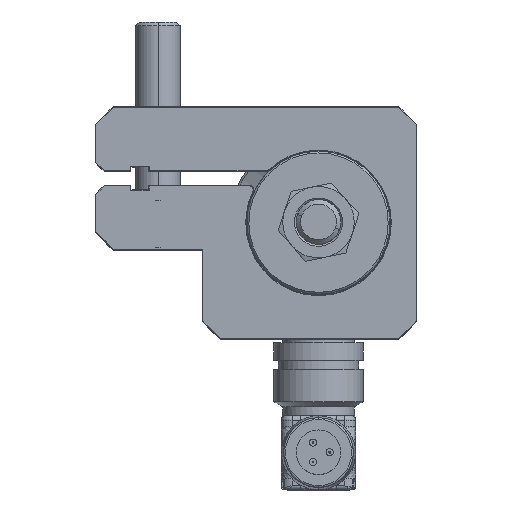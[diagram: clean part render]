
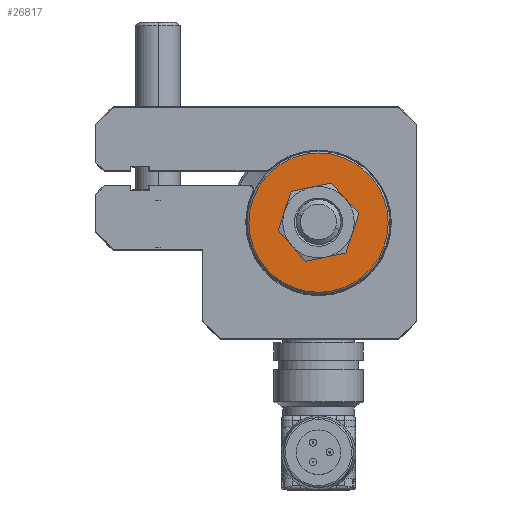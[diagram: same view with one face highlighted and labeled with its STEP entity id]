
A CAD part, top view. The second image highlights one B-rep face of the part: STEP entity #26817.
In plain terms, the highlighted planar face has unit normal (0, 0, 1).
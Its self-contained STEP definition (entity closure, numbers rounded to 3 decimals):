
#5541 = CARTESIAN_POINT ( 'NONE',  ( 2.119, -1.752, 1. ) ) ;
#5924 = DIRECTION ( 'NONE',  ( 0.771, -0.637, 0. ) ) ;
#5925 = DIRECTION ( 'NONE',  ( 0., 0., -1. ) ) ;
#5926 = CARTESIAN_POINT ( 'NONE',  ( 0., 0., 1. ) ) ;
#5927 = AXIS2_PLACEMENT_3D ( 'NONE', #5926, #5925, #5924 ) ;
#5934 = CIRCLE ( 'NONE', #5927, 2.75 ) ;
#6025 = CARTESIAN_POINT ( 'NONE',  ( -2.119, 1.752, 1. ) ) ;
#10924 = CIRCLE ( 'NONE', #10974, 7.8 ) ;
#10965 = DIRECTION ( 'NONE',  ( 0.771, -0.637, 0. ) ) ;
#10968 = CARTESIAN_POINT ( 'NONE',  ( 0., 0., 1. ) ) ;
#10971 = DIRECTION ( 'NONE',  ( 0., 0., 1. ) ) ;
#10974 = AXIS2_PLACEMENT_3D ( 'NONE', #10979, #10971, #10965 ) ;
#10979 = CARTESIAN_POINT ( 'NONE',  ( 0., 0., 1. ) ) ;
#10983 = CIRCLE ( 'NONE', #11002, 2.75 ) ;
#11002 = AXIS2_PLACEMENT_3D ( 'NONE', #10968, #11026, #11025 ) ;
#11025 = DIRECTION ( 'NONE',  ( 0.771, -0.637, 0. ) ) ;
#11026 = DIRECTION ( 'NONE',  ( 0., 0., -1. ) ) ;
#11077 = DIRECTION ( 'NONE',  ( 0., 0., 1. ) ) ;
#11078 = CARTESIAN_POINT ( 'NONE',  ( 0., 0., 1. ) ) ;
#11079 = AXIS2_PLACEMENT_3D ( 'NONE', #11078, #11077, #11119 ) ;
#11080 = PLANE ( 'NONE',  #11079 ) ;
#11082 = FACE_BOUND ( 'NONE', #26810, .T. ) ;
#11084 = FACE_OUTER_BOUND ( 'NONE', #26669, .T. ) ;
#11119 = DIRECTION ( 'NONE',  ( 0.771, -0.637, 0. ) ) ;
#11961 = CARTESIAN_POINT ( 'NONE',  ( -6.012, 4.97, 1. ) ) ;
#11966 = CIRCLE ( 'NONE', #11968, 7.8 ) ;
#11968 = AXIS2_PLACEMENT_3D ( 'NONE', #11974, #12021, #12020 ) ;
#11974 = CARTESIAN_POINT ( 'NONE',  ( 0., 0., 1. ) ) ;
#11986 = CARTESIAN_POINT ( 'NONE',  ( 6.012, -4.97, 1. ) ) ;
#12020 = DIRECTION ( 'NONE',  ( 0.771, -0.637, 0. ) ) ;
#12021 = DIRECTION ( 'NONE',  ( 0., 0., 1. ) ) ;
#25193 = VERTEX_POINT ( 'NONE', #5541 ) ;
#25314 = EDGE_CURVE ( 'NONE', #25340, #25193, #5934, .T. ) ;
#25340 = VERTEX_POINT ( 'NONE', #6025 ) ;
#26669 = EDGE_LOOP ( 'NONE', ( #26808, #26706 ) ) ;
#26706 = ORIENTED_EDGE ( 'NONE', *, *, #27084, .T. ) ;
#26712 = ORIENTED_EDGE ( 'NONE', *, *, #25314, .T. ) ;
#26793 = EDGE_CURVE ( 'NONE', #27086, #27078, #10924, .T. ) ;
#26800 = ORIENTED_EDGE ( 'NONE', *, *, #26803, .T. ) ;
#26803 = EDGE_CURVE ( 'NONE', #25193, #25340, #10983, .T. ) ;
#26808 = ORIENTED_EDGE ( 'NONE', *, *, #26793, .T. ) ;
#26810 = EDGE_LOOP ( 'NONE', ( #26800, #26712 ) ) ;
#26817 = ADVANCED_FACE ( 'NONE', ( #11084, #11082 ), #11080, .T. ) ;
#27078 = VERTEX_POINT ( 'NONE', #11986 ) ;
#27084 = EDGE_CURVE ( 'NONE', #27078, #27086, #11966, .T. ) ;
#27086 = VERTEX_POINT ( 'NONE', #11961 ) ;
